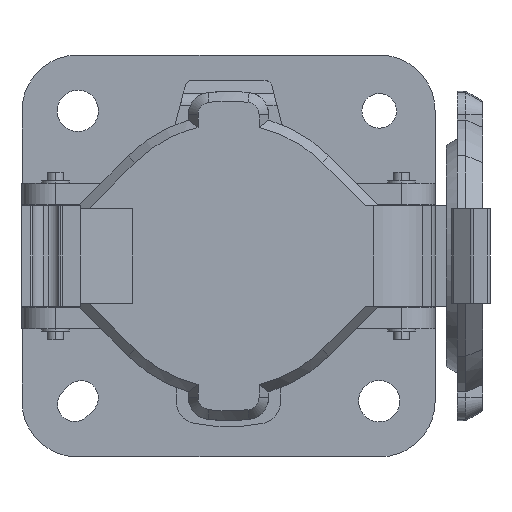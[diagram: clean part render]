
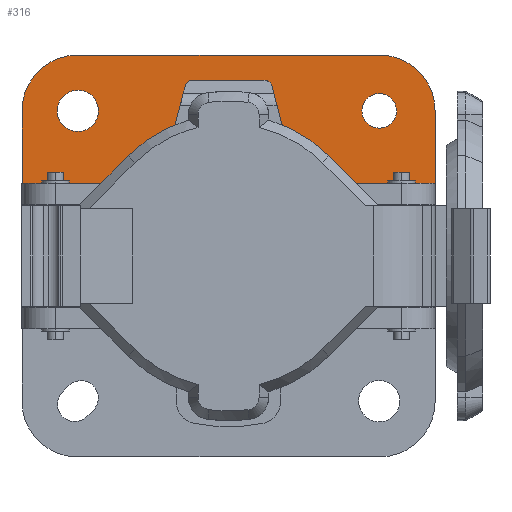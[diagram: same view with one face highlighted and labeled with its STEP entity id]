
A CAD part, left-side view. The second image highlights one B-rep face of the part: STEP entity #316.
In plain terms, the highlighted planar face has unit normal (-1, 0, 0).
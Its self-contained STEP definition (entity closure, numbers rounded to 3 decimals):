
#33=FACE_BOUND('',#975,.T.);
#34=FACE_BOUND('',#976,.T.);
#316=ADVANCED_FACE('',(#634,#33,#34),#4883,.T.);
#634=FACE_OUTER_BOUND('',#974,.T.);
#974=EDGE_LOOP('',(#2250,#2251,#2252,#2253,#2254,#2255,#2256,#2257,#2258,
#2259,#2260,#2261,#2262,#2263));
#975=EDGE_LOOP('',(#2264,#2265));
#976=EDGE_LOOP('',(#2266,#2267));
#2250=ORIENTED_EDGE('',*,*,#3151,.T.);
#2251=ORIENTED_EDGE('',*,*,#3149,.T.);
#2252=ORIENTED_EDGE('',*,*,#3147,.T.);
#2253=ORIENTED_EDGE('',*,*,#3145,.T.);
#2254=ORIENTED_EDGE('',*,*,#3143,.T.);
#2255=ORIENTED_EDGE('',*,*,#3156,.F.);
#2256=ORIENTED_EDGE('',*,*,#3245,.F.);
#2257=ORIENTED_EDGE('',*,*,#3123,.T.);
#2258=ORIENTED_EDGE('',*,*,#3333,.T.);
#2259=ORIENTED_EDGE('',*,*,#3264,.T.);
#2260=ORIENTED_EDGE('',*,*,#3329,.T.);
#2261=ORIENTED_EDGE('',*,*,#3127,.F.);
#2262=ORIENTED_EDGE('',*,*,#3239,.F.);
#2263=ORIENTED_EDGE('',*,*,#3155,.F.);
#2264=ORIENTED_EDGE('',*,*,#3465,.F.);
#2265=ORIENTED_EDGE('',*,*,#3373,.F.);
#2266=ORIENTED_EDGE('',*,*,#3462,.F.);
#2267=ORIENTED_EDGE('',*,*,#3358,.F.);
#3123=EDGE_CURVE('',#4572,#4571,#3797,.T.);
#3127=EDGE_CURVE('',#4583,#4582,#3801,.T.);
#3143=EDGE_CURVE('',#4602,#4601,#4172,.T.);
#3145=EDGE_CURVE('',#4603,#4602,#3806,.T.);
#3147=EDGE_CURVE('',#4604,#4603,#4174,.T.);
#3149=EDGE_CURVE('',#4605,#4604,#3808,.T.);
#3151=EDGE_CURVE('',#4606,#4605,#4177,.T.);
#3155=EDGE_CURVE('',#4606,#4607,#3811,.T.);
#3156=EDGE_CURVE('',#4608,#4601,#3812,.T.);
#3239=EDGE_CURVE('',#4607,#4583,#4222,.T.);
#3245=EDGE_CURVE('',#4572,#4608,#4226,.T.);
#3264=EDGE_CURVE('',#4669,#4670,#3865,.T.);
#3329=EDGE_CURVE('',#4670,#4582,#3908,.T.);
#3333=EDGE_CURVE('',#4571,#4669,#3912,.T.);
#3358=EDGE_CURVE('',#4715,#4782,#3927,.T.);
#3373=EDGE_CURVE('',#4716,#4784,#3935,.T.);
#3462=EDGE_CURVE('',#4782,#4715,#4014,.T.);
#3465=EDGE_CURVE('',#4784,#4716,#4017,.T.);
#3797=(
BOUNDED_CURVE()
B_SPLINE_CURVE(2,(#10034,#10035,#10036),.UNSPECIFIED.,.F.,.F.)
B_SPLINE_CURVE_WITH_KNOTS((3,3),(83.6,96.6),.UNSPECIFIED.)
CURVE()
GEOMETRIC_REPRESENTATION_ITEM()
RATIONAL_B_SPLINE_CURVE((1.,1.,1.))
REPRESENTATION_ITEM('')
);
#3801=(
BOUNDED_CURVE()
B_SPLINE_CURVE(2,(#10046,#10047,#10048),.UNSPECIFIED.,.F.,.F.)
B_SPLINE_CURVE_WITH_KNOTS((3,3),(-151.032,-138.032),
 .UNSPECIFIED.)
CURVE()
GEOMETRIC_REPRESENTATION_ITEM()
RATIONAL_B_SPLINE_CURVE((1.,1.,1.))
REPRESENTATION_ITEM('')
);
#3806=(
BOUNDED_CURVE()
B_SPLINE_CURVE(2,(#10119,#10120,#10121),.UNSPECIFIED.,.F.,.F.)
B_SPLINE_CURVE_WITH_KNOTS((3,3),(13.492,15.469),
 .UNSPECIFIED.)
CURVE()
GEOMETRIC_REPRESENTATION_ITEM()
RATIONAL_B_SPLINE_CURVE((1.,0.791,1.))
REPRESENTATION_ITEM('')
);
#3808=(
BOUNDED_CURVE()
B_SPLINE_CURVE(2,(#10128,#10129,#10130),.UNSPECIFIED.,.F.,.F.)
B_SPLINE_CURVE_WITH_KNOTS((3,3),(-1.161,0.815),
 .UNSPECIFIED.)
CURVE()
GEOMETRIC_REPRESENTATION_ITEM()
RATIONAL_B_SPLINE_CURVE((1.,0.791,1.))
REPRESENTATION_ITEM('')
);
#3811=(
BOUNDED_CURVE()
B_SPLINE_CURVE(2,(#10144,#10145,#10146),.UNSPECIFIED.,.F.,.F.)
B_SPLINE_CURVE_WITH_KNOTS((3,3),(-29.318,-13.949),
 .UNSPECIFIED.)
CURVE()
GEOMETRIC_REPRESENTATION_ITEM()
RATIONAL_B_SPLINE_CURVE((1.,0.95,1.))
REPRESENTATION_ITEM('')
);
#3812=(
BOUNDED_CURVE()
B_SPLINE_CURVE(2,(#10147,#10148,#10149),.UNSPECIFIED.,.F.,.F.)
B_SPLINE_CURVE_WITH_KNOTS((3,3),(-65.219,-49.85),
 .UNSPECIFIED.)
CURVE()
GEOMETRIC_REPRESENTATION_ITEM()
RATIONAL_B_SPLINE_CURVE((1.,0.95,1.))
REPRESENTATION_ITEM('')
);
#3865=(
BOUNDED_CURVE()
B_SPLINE_CURVE(2,(#10445,#10446,#10447),.UNSPECIFIED.,.F.,.F.)
B_SPLINE_CURVE_WITH_KNOTS((3,3),(153.124,207.124),
 .UNSPECIFIED.)
CURVE()
GEOMETRIC_REPRESENTATION_ITEM()
RATIONAL_B_SPLINE_CURVE((1.,1.,1.))
REPRESENTATION_ITEM('')
);
#3908=(
BOUNDED_CURVE()
B_SPLINE_CURVE(2,(#10855,#10856,#10857),.UNSPECIFIED.,.F.,.F.)
B_SPLINE_CURVE_WITH_KNOTS((3,3),(207.124,222.832),
 .UNSPECIFIED.)
CURVE()
GEOMETRIC_REPRESENTATION_ITEM()
RATIONAL_B_SPLINE_CURVE((1.,0.707,1.))
REPRESENTATION_ITEM('')
);
#3912=(
BOUNDED_CURVE()
B_SPLINE_CURVE(2,(#10865,#10866,#10867),.UNSPECIFIED.,.F.,.F.)
B_SPLINE_CURVE_WITH_KNOTS((3,3),(137.416,153.124),
 .UNSPECIFIED.)
CURVE()
GEOMETRIC_REPRESENTATION_ITEM()
RATIONAL_B_SPLINE_CURVE((1.,0.707,1.))
REPRESENTATION_ITEM('')
);
#3927=(
BOUNDED_CURVE()
B_SPLINE_CURVE(2,(#10930,#10931,#10932,#10933,#10934),.UNSPECIFIED.,.F.,
 .F.)
B_SPLINE_CURVE_WITH_KNOTS((3,2,3),(0.,5.812,11.624),
 .UNSPECIFIED.)
CURVE()
GEOMETRIC_REPRESENTATION_ITEM()
RATIONAL_B_SPLINE_CURVE((1.,0.707,1.,0.707,1.))
REPRESENTATION_ITEM('')
);
#3935=(
BOUNDED_CURVE()
B_SPLINE_CURVE(2,(#10978,#10979,#10980,#10981,#10982),.UNSPECIFIED.,.F.,
 .F.)
B_SPLINE_CURVE_WITH_KNOTS((3,2,3),(0.,4.869,9.739),
 .UNSPECIFIED.)
CURVE()
GEOMETRIC_REPRESENTATION_ITEM()
RATIONAL_B_SPLINE_CURVE((1.,0.707,1.,0.707,1.))
REPRESENTATION_ITEM('')
);
#4014=(
BOUNDED_CURVE()
B_SPLINE_CURVE(2,(#11385,#11386,#11387,#11388,#11389),.UNSPECIFIED.,.F.,
 .F.)
B_SPLINE_CURVE_WITH_KNOTS((3,2,3),(11.624,17.436,23.248),
 .UNSPECIFIED.)
CURVE()
GEOMETRIC_REPRESENTATION_ITEM()
RATIONAL_B_SPLINE_CURVE((1.,0.707,1.,0.707,1.))
REPRESENTATION_ITEM('')
);
#4017=(
BOUNDED_CURVE()
B_SPLINE_CURVE(2,(#11397,#11398,#11399,#11400,#11401),.UNSPECIFIED.,.F.,
 .F.)
B_SPLINE_CURVE_WITH_KNOTS((3,2,3),(9.739,14.608,19.478),
 .UNSPECIFIED.)
CURVE()
GEOMETRIC_REPRESENTATION_ITEM()
RATIONAL_B_SPLINE_CURVE((1.,0.707,1.,0.707,1.))
REPRESENTATION_ITEM('')
);
#4172=B_SPLINE_CURVE_WITH_KNOTS('',1,(#10115,#10116),.UNSPECIFIED.,.F.,
 .F.,(2,2),(15.469,22.787),.UNSPECIFIED.);
#4174=B_SPLINE_CURVE_WITH_KNOTS('',1,(#10124,#10125),.UNSPECIFIED.,.F.,
 .F.,(2,2),(0.815,13.492),.UNSPECIFIED.);
#4177=B_SPLINE_CURVE_WITH_KNOTS('',1,(#10133,#10134),.UNSPECIFIED.,.F.,
 .F.,(2,2),(-8.48,-1.161),.UNSPECIFIED.);
#4222=B_SPLINE_CURVE_WITH_KNOTS('',1,(#10385,#10386),.UNSPECIFIED.,.F.,
 .F.,(2,2),(213.142,228.555),.UNSPECIFIED.);
#4226=B_SPLINE_CURVE_WITH_KNOTS('',1,(#10399,#10400),.UNSPECIFIED.,.F.,
 .F.,(2,2),(424.55,439.962),.UNSPECIFIED.);
#4571=VERTEX_POINT('',#9732);
#4572=VERTEX_POINT('',#9733);
#4582=VERTEX_POINT('',#9743);
#4583=VERTEX_POINT('',#9744);
#4601=VERTEX_POINT('',#9762);
#4602=VERTEX_POINT('',#9763);
#4603=VERTEX_POINT('',#9764);
#4604=VERTEX_POINT('',#9765);
#4605=VERTEX_POINT('',#9766);
#4606=VERTEX_POINT('',#9767);
#4607=VERTEX_POINT('',#9768);
#4608=VERTEX_POINT('',#9769);
#4669=VERTEX_POINT('',#9830);
#4670=VERTEX_POINT('',#9831);
#4715=VERTEX_POINT('',#9876);
#4716=VERTEX_POINT('',#9877);
#4782=VERTEX_POINT('',#9943);
#4784=VERTEX_POINT('',#9945);
#4883=PLANE('',#5221);
#5221=AXIS2_PLACEMENT_3D('',#8032,#5326,$);
#5326=DIRECTION('',(-1.,0.,0.));
#8032=CARTESIAN_POINT('',(-6.5,-46.25,45.));
#9732=CARTESIAN_POINT('',(-6.5,-37.,26.));
#9733=CARTESIAN_POINT('',(-6.5,-37.,13.));
#9743=CARTESIAN_POINT('',(-6.5,37.,26.));
#9744=CARTESIAN_POINT('',(-6.5,37.,13.));
#9762=CARTESIAN_POINT('',(-6.5,-9.623,23.29));
#9763=CARTESIAN_POINT('',(-6.5,-7.791,30.376));
#9764=CARTESIAN_POINT('',(-6.5,-6.339,31.5));
#9765=CARTESIAN_POINT('',(-6.5,6.339,31.5));
#9766=CARTESIAN_POINT('',(-6.5,7.791,30.376));
#9767=CARTESIAN_POINT('',(-6.5,9.623,23.29));
#9768=CARTESIAN_POINT('',(-6.5,21.588,13.));
#9769=CARTESIAN_POINT('',(-6.5,-21.588,13.));
#9830=CARTESIAN_POINT('',(-6.5,-27.,36.));
#9831=CARTESIAN_POINT('',(-6.5,27.,36.));
#9876=CARTESIAN_POINT('',(-6.5,30.7,26.));
#9877=CARTESIAN_POINT('',(-6.5,-30.1,26.));
#9943=CARTESIAN_POINT('',(-6.5,23.3,26.));
#9945=CARTESIAN_POINT('',(-6.5,-23.9,26.));
#10034=CARTESIAN_POINT('',(-6.5,-37.,13.));
#10035=CARTESIAN_POINT('',(-6.5,-37.,19.5));
#10036=CARTESIAN_POINT('',(-6.5,-37.,26.));
#10046=CARTESIAN_POINT('',(-6.5,37.,13.));
#10047=CARTESIAN_POINT('',(-6.5,37.,19.5));
#10048=CARTESIAN_POINT('',(-6.5,37.,26.));
#10115=CARTESIAN_POINT('',(-6.5,-7.791,30.376));
#10116=CARTESIAN_POINT('',(-6.5,-9.623,23.29));
#10119=CARTESIAN_POINT('',(-6.5,-6.339,31.5));
#10120=CARTESIAN_POINT('',(-6.5,-7.5,31.5));
#10121=CARTESIAN_POINT('',(-6.5,-7.791,30.376));
#10124=CARTESIAN_POINT('',(-6.5,6.339,31.5));
#10125=CARTESIAN_POINT('',(-6.5,-6.339,31.5));
#10128=CARTESIAN_POINT('',(-6.5,7.791,30.376));
#10129=CARTESIAN_POINT('',(-6.5,7.5,31.5));
#10130=CARTESIAN_POINT('',(-6.5,6.339,31.5));
#10133=CARTESIAN_POINT('',(-6.5,9.623,23.29));
#10134=CARTESIAN_POINT('',(-6.5,7.791,30.376));
#10144=CARTESIAN_POINT('',(-6.5,9.623,23.29));
#10145=CARTESIAN_POINT('',(-6.5,17.302,20.117));
#10146=CARTESIAN_POINT('',(-6.5,21.588,13.));
#10147=CARTESIAN_POINT('',(-6.5,-21.588,13.));
#10148=CARTESIAN_POINT('',(-6.5,-17.302,20.117));
#10149=CARTESIAN_POINT('',(-6.5,-9.623,23.29));
#10385=CARTESIAN_POINT('',(-6.5,21.588,13.));
#10386=CARTESIAN_POINT('',(-6.5,37.,13.));
#10399=CARTESIAN_POINT('',(-6.5,-37.,13.));
#10400=CARTESIAN_POINT('',(-6.5,-21.588,13.));
#10445=CARTESIAN_POINT('',(-6.5,-27.,36.));
#10446=CARTESIAN_POINT('',(-6.5,0.,36.));
#10447=CARTESIAN_POINT('',(-6.5,27.,36.));
#10855=CARTESIAN_POINT('',(-6.5,27.,36.));
#10856=CARTESIAN_POINT('',(-6.5,37.,36.));
#10857=CARTESIAN_POINT('',(-6.5,37.,26.));
#10865=CARTESIAN_POINT('',(-6.5,-37.,26.));
#10866=CARTESIAN_POINT('',(-6.5,-37.,36.));
#10867=CARTESIAN_POINT('',(-6.5,-27.,36.));
#10930=CARTESIAN_POINT('',(-6.5,30.7,26.));
#10931=CARTESIAN_POINT('',(-6.5,30.7,22.3));
#10932=CARTESIAN_POINT('',(-6.5,27.,22.3));
#10933=CARTESIAN_POINT('',(-6.5,23.3,22.3));
#10934=CARTESIAN_POINT('',(-6.5,23.3,26.));
#10978=CARTESIAN_POINT('',(-6.5,-30.1,26.));
#10979=CARTESIAN_POINT('',(-6.5,-30.1,29.1));
#10980=CARTESIAN_POINT('',(-6.5,-27.,29.1));
#10981=CARTESIAN_POINT('',(-6.5,-23.9,29.1));
#10982=CARTESIAN_POINT('',(-6.5,-23.9,26.));
#11385=CARTESIAN_POINT('',(-6.5,23.3,26.));
#11386=CARTESIAN_POINT('',(-6.5,23.3,29.7));
#11387=CARTESIAN_POINT('',(-6.5,27.,29.7));
#11388=CARTESIAN_POINT('',(-6.5,30.7,29.7));
#11389=CARTESIAN_POINT('',(-6.5,30.7,26.));
#11397=CARTESIAN_POINT('',(-6.5,-23.9,26.));
#11398=CARTESIAN_POINT('',(-6.5,-23.9,22.9));
#11399=CARTESIAN_POINT('',(-6.5,-27.,22.9));
#11400=CARTESIAN_POINT('',(-6.5,-30.1,22.9));
#11401=CARTESIAN_POINT('',(-6.5,-30.1,26.));
